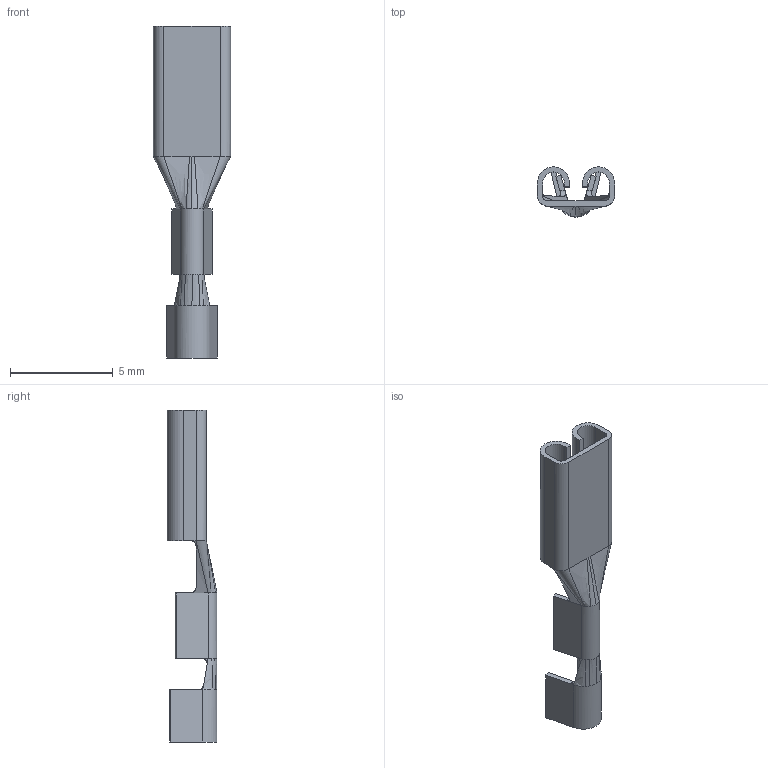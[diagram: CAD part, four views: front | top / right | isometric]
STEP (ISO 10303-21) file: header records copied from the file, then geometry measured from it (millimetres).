
FILE_DESCRIPTION((''),'2;1');
FILE_NAME('C-63634-1','2013-01-29T',('workeradm'),('Tyco Electronics Ltd.'),'PRO/ENGINEER BY PARAMETRIC TECHNOLOGY CORPORATION, 2010430','PRO/ENGINEER BY PARAMETRIC TECHNOLOGY CORPORATION, 2010430','');
FILE_SCHEMA(('AUTOMOTIVE_DESIGN { 1 0 10303 214 1 1 1 1 }'));
Length unit declared in the file: millimetre
Products named in the file (1): C-63634-1
Bounding box: 3.75 x 2.41 x 16.13 mm (x, y, z)
Volume: 24.5 mm3; surface area: 213.2 mm2
Topology: 1 solids, 1 shells, 94 faces, 246 edges, 154 vertices
Faces by surface type: plane 38, bspline 36, cylinder 20
Entity records: 4454 total; most frequent: CARTESIAN_POINT 2081, ORIENTED_EDGE 492, DIRECTION 336, EDGE_CURVE 246, VECTOR 156, LINE 156, VERTEX_POINT 154, EDGE_LOOP 94
